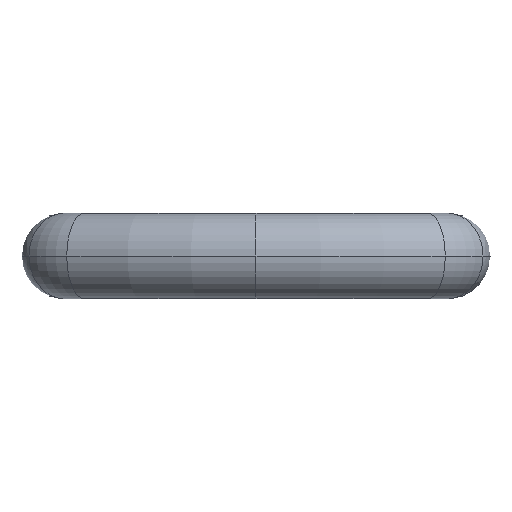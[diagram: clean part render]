
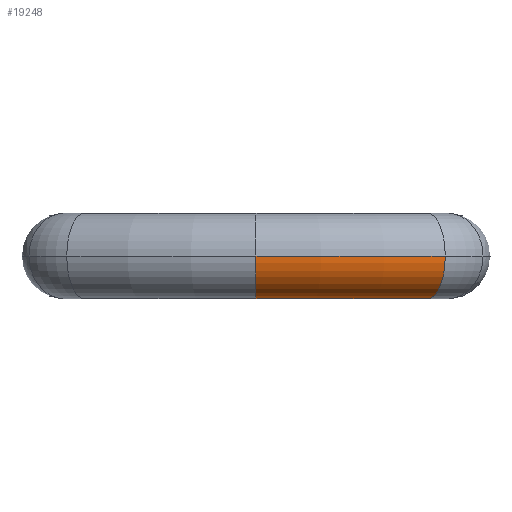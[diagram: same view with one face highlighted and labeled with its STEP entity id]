
A CAD part, left-side view. The second image highlights one B-rep face of the part: STEP entity #19248.
In plain terms, the highlighted toroidal (fillet/blend) face has major radius 52.377 mm and minor radius 5.5 mm.
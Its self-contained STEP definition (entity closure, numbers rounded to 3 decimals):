
#1423 = DIRECTION ( 'NONE',  ( 0., -1., 0. ) ) ;
#4091 = CIRCLE ( 'NONE', #14928, 5.5 ) ;
#4109 = CARTESIAN_POINT ( 'NONE',  ( 14.377, 0., 5.5 ) ) ;
#4830 = EDGE_LOOP ( 'NONE', ( #24464, #15022, #22574, #12809 ) ) ;
#5733 = CARTESIAN_POINT ( 'NONE',  ( -33.178, -21.951, 5.5 ) ) ;
#5748 = AXIS2_PLACEMENT_3D ( 'NONE', #29036, #6908, #16710 ) ;
#6908 = DIRECTION ( 'NONE',  ( 0., 0., -1. ) ) ;
#6964 = DIRECTION ( 'NONE',  ( -1., 0., 0. ) ) ;
#8148 = EDGE_CURVE ( 'NONE', #14100, #29849, #30379, .T. ) ;
#9089 = VERTEX_POINT ( 'NONE', #17698 ) ;
#9471 = CIRCLE ( 'NONE', #5748, 52.377 ) ;
#9961 = AXIS2_PLACEMENT_3D ( 'NONE', #5733, #27856, #10807 ) ;
#10807 = DIRECTION ( 'NONE',  ( 0.908, 0.419, 0. ) ) ;
#11012 = CARTESIAN_POINT ( 'NONE',  ( -38., 0., 5.5 ) ) ;
#11550 = FACE_OUTER_BOUND ( 'NONE', #4830, .T. ) ;
#11587 = CARTESIAN_POINT ( 'NONE',  ( -38.172, -24.256, 5.5 ) ) ;
#12497 = AXIS2_PLACEMENT_3D ( 'NONE', #14177, #31490, #6964 ) ;
#12809 = ORIENTED_EDGE ( 'NONE', *, *, #31565, .F. ) ;
#13585 = DIRECTION ( 'NONE',  ( 0., 0., -1. ) ) ;
#14100 = VERTEX_POINT ( 'NONE', #11587 ) ;
#14177 = CARTESIAN_POINT ( 'NONE',  ( 14.377, 0., 5.5 ) ) ;
#14920 = EDGE_CURVE ( 'NONE', #29849, #28367, #4091, .T. ) ;
#14928 = AXIS2_PLACEMENT_3D ( 'NONE', #11012, #1423, #13585 ) ;
#15022 = ORIENTED_EDGE ( 'NONE', *, *, #14920, .T. ) ;
#16710 = DIRECTION ( 'NONE',  ( -1., 0., 0. ) ) ;
#17698 = CARTESIAN_POINT ( 'NONE',  ( -33.178, -21.951, 0. ) ) ;
#18434 = DIRECTION ( 'NONE',  ( 0., 0., -1. ) ) ;
#19248 = ADVANCED_FACE ( 'NONE', ( #11550 ), #29674, .T. ) ;
#20289 = AXIS2_PLACEMENT_3D ( 'NONE', #4109, #18434, #23845 ) ;
#22574 = ORIENTED_EDGE ( 'NONE', *, *, #24653, .F. ) ;
#22879 = CIRCLE ( 'NONE', #9961, 5.5 ) ;
#23845 = DIRECTION ( 'NONE',  ( -1., 0., 0. ) ) ;
#24464 = ORIENTED_EDGE ( 'NONE', *, *, #8148, .T. ) ;
#24653 = EDGE_CURVE ( 'NONE', #9089, #28367, #9471, .T. ) ;
#26798 = CARTESIAN_POINT ( 'NONE',  ( -38., 0., 0. ) ) ;
#27856 = DIRECTION ( 'NONE',  ( 0.419, -0.908, 0. ) ) ;
#28367 = VERTEX_POINT ( 'NONE', #26798 ) ;
#29036 = CARTESIAN_POINT ( 'NONE',  ( 14.377, 0., 0. ) ) ;
#29674 = TOROIDAL_SURFACE ( 'NONE', #12497, 52.377, 5.5 ) ;
#29849 = VERTEX_POINT ( 'NONE', #31064 ) ;
#30379 = CIRCLE ( 'NONE', #20289, 57.877 ) ;
#31064 = CARTESIAN_POINT ( 'NONE',  ( -43.5, 0., 5.5 ) ) ;
#31490 = DIRECTION ( 'NONE',  ( 0., 0., -1. ) ) ;
#31565 = EDGE_CURVE ( 'NONE', #14100, #9089, #22879, .T. ) ;
